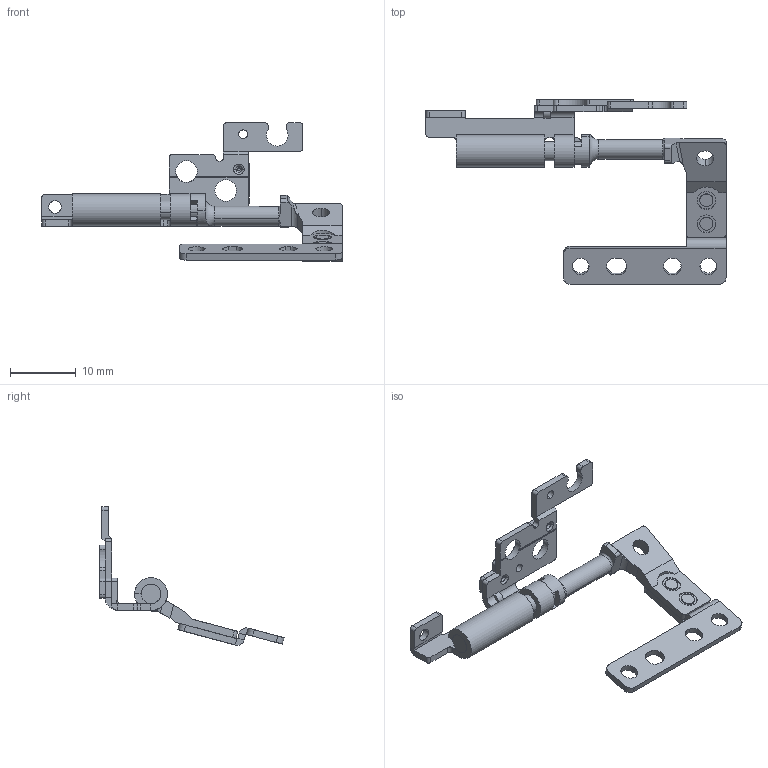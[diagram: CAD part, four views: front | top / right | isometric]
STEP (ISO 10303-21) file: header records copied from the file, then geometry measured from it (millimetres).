
FILE_DESCRIPTION((''),'2;1');
FILE_NAME('GFW30_HINGE_R_ASSY_2D_ASM','2023-06-27T08:25:22',('asus'),(''),'CREO PARAMETRIC BY PTC INC, 2022014','CREO PARAMETRIC BY PTC INC, 2022014','');
FILE_SCHEMA(('CONFIG_CONTROL_DESIGN','SHAPE_APPEARANCE_LAYERS_GROUPS'));
Length unit declared in the file: millimetre
Products named in the file (6): GFW30_HINGE_R_LCD_BRK_R; GFW30_LCD_HINGE_SUP_BRK_R2; GFW30_HINGE_R_AXIS_0703; GFW30_HINGE_R_BASE_BRK; GFW30_BASE_HINGE_RIVET_R; GFW30_HINGE_R_ASSY_2D_ASM
Assembly tree (6 placements, depth 2):
  GFW30_HINGE_R_ASSY_2D_ASM
    GFW30_HINGE_R_LCD_BRK_R
    GFW30_LCD_HINGE_SUP_BRK_R2
    GFW30_HINGE_R_AXIS_0703
    GFW30_HINGE_R_BASE_BRK
    GFW30_BASE_HINGE_RIVET_R  x2
Bounding box: 45.8 x 28.11 x 21.13 mm (x, y, z)
Volume: 1089.7 mm3; surface area: 2494.9 mm2
Topology: 7 solids, 7 shells, 276 faces, 710 edges, 457 vertices
Faces by surface type: plane 139, cylinder 120, torus 13, bspline 4
Entity records: 10981 total; most frequent: CARTESIAN_POINT 1690, DIRECTION 1488, ORIENTED_EDGE 1396, PRESENTATION_STYLE_ASSIGNMENT 708, EDGE_CURVE 698, STYLED_ITEM 691, CURVE_STYLE 686, AXIS2_PLACEMENT_3D 540
